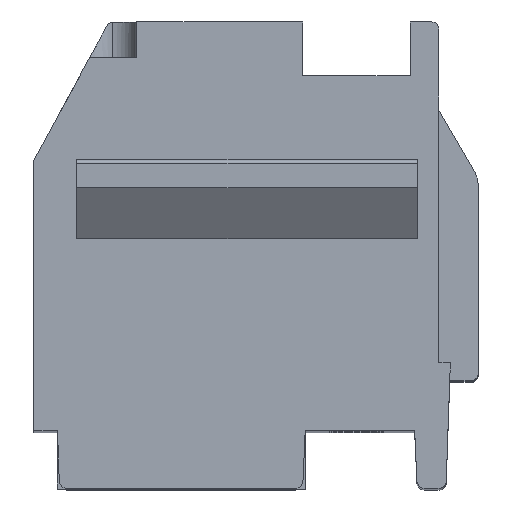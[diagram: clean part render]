
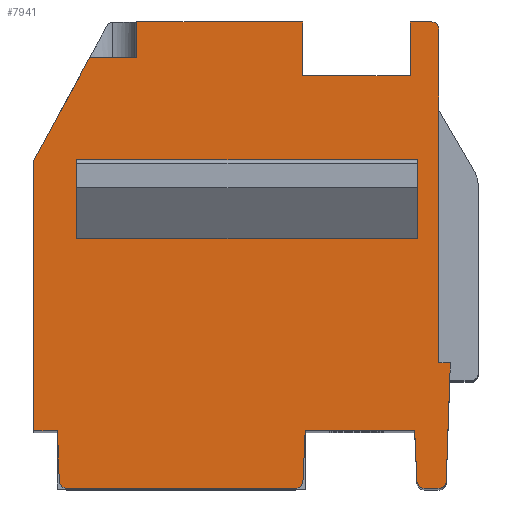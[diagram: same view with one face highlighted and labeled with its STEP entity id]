
A CAD part, top view. The second image highlights one B-rep face of the part: STEP entity #7941.
In plain terms, the highlighted planar face has unit normal (0, 0, 1).
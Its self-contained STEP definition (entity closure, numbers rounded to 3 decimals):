
#34=DIRECTION('',(0.,1.,0.));
#35=VECTOR('',#34,1.55);
#36=CARTESIAN_POINT('',(-5.188,0.15,27.5));
#37=LINE('',#36,#35);
#38=DIRECTION('',(-1.,0.,0.));
#39=VECTOR('',#38,9.5);
#40=CARTESIAN_POINT('',(4.312,0.15,27.5));
#41=LINE('',#40,#39);
#42=DIRECTION('',(0.,1.,0.));
#43=VECTOR('',#42,1.55);
#44=CARTESIAN_POINT('',(4.312,0.15,27.5));
#45=LINE('',#44,#43);
#46=DIRECTION('',(-1.,0.,0.));
#47=VECTOR('',#46,9.5);
#48=CARTESIAN_POINT('',(4.312,1.7,27.5));
#49=LINE('',#48,#47);
#50=DIRECTION('',(0.,-1.,0.));
#51=VECTOR('',#50,7.041);
#52=CARTESIAN_POINT('',(4.912,3.741,27.5));
#53=LINE('',#52,#51);
#54=DIRECTION('',(1.,0.,0.));
#55=VECTOR('',#54,0.32);
#56=CARTESIAN_POINT('',(4.912,-3.3,27.5));
#57=LINE('',#56,#55);
#58=DIRECTION('',(-0.035,-0.999,0.));
#59=VECTOR('',#58,0.502);
#60=CARTESIAN_POINT('',(5.232,-3.3,27.5));
#61=LINE('',#60,#59);
#62=DIRECTION('',(0.035,0.999,0.));
#63=VECTOR('',#62,2.807);
#64=CARTESIAN_POINT('',(5.116,-6.607,27.5));
#65=LINE('',#64,#63);
#66=CARTESIAN_POINT('',(4.916,-6.6,27.5));
#67=DIRECTION('',(0.,0.,-1.));
#68=DIRECTION('',(0.999,-0.035,0.));
#69=AXIS2_PLACEMENT_3D('',#66,#67,#68);
#71=DIRECTION('',(-1.,0.,0.));
#72=VECTOR('',#71,0.416);
#73=CARTESIAN_POINT('',(4.916,-6.8,27.5));
#74=LINE('',#73,#72);
#75=CARTESIAN_POINT('',(4.501,-6.6,27.5));
#76=DIRECTION('',(0.,0.,-1.));
#77=DIRECTION('',(0.,-1.,0.));
#78=AXIS2_PLACEMENT_3D('',#75,#76,#77);
#80=DIRECTION('',(-0.045,0.999,0.));
#81=VECTOR('',#80,1.411);
#82=CARTESIAN_POINT('',(4.301,-6.609,27.5));
#83=LINE('',#82,#81);
#84=DIRECTION('',(-1.,0.,0.));
#85=VECTOR('',#84,3.052);
#86=CARTESIAN_POINT('',(4.237,-5.2,27.5));
#87=LINE('',#86,#85);
#88=DIRECTION('',(0.045,0.999,0.));
#89=VECTOR('',#88,1.411);
#90=CARTESIAN_POINT('',(1.12,-6.609,27.5));
#91=LINE('',#90,#89);
#92=CARTESIAN_POINT('',(0.92,-6.6,27.5));
#93=DIRECTION('',(0.,0.,1.));
#94=DIRECTION('',(0.,-1.,0.));
#95=AXIS2_PLACEMENT_3D('',#92,#93,#94);
#97=DIRECTION('',(1.,0.,0.));
#98=VECTOR('',#97,6.396);
#99=CARTESIAN_POINT('',(-5.475,-6.8,27.5));
#100=LINE('',#99,#98);
#101=CARTESIAN_POINT('',(-5.475,-6.6,27.5));
#102=DIRECTION('',(0.,0.,1.));
#103=DIRECTION('',(-0.999,-0.035,0.));
#104=AXIS2_PLACEMENT_3D('',#101,#102,#103);
#106=DIRECTION('',(0.035,-0.999,0.));
#107=VECTOR('',#106,1.408);
#108=CARTESIAN_POINT('',(-5.724,-5.2,27.5));
#109=LINE('',#108,#107);
#110=DIRECTION('',(0.,1.,0.));
#111=VECTOR('',#110,7.53);
#112=CARTESIAN_POINT('',(-6.388,-5.2,27.5));
#113=LINE('',#112,#111);
#114=DIRECTION('',(-0.477,-0.879,0.));
#115=VECTOR('',#114,3.266);
#116=CARTESIAN_POINT('',(-4.83,5.2,27.5));
#117=LINE('',#116,#115);
#118=DIRECTION('',(1.,0.,0.));
#119=VECTOR('',#118,1.316);
#120=CARTESIAN_POINT('',(-4.83,5.2,27.5));
#121=LINE('',#120,#119);
#122=DIRECTION('',(0.,1.,0.));
#123=VECTOR('',#122,1.);
#124=CARTESIAN_POINT('',(-3.514,5.2,27.5));
#125=LINE('',#124,#123);
#126=DIRECTION('',(-1.,0.,0.));
#127=VECTOR('',#126,4.626);
#128=CARTESIAN_POINT('',(1.112,6.2,27.5));
#129=LINE('',#128,#127);
#130=DIRECTION('',(0.,-1.,0.));
#131=VECTOR('',#130,1.5);
#132=CARTESIAN_POINT('',(1.112,6.2,27.5));
#133=LINE('',#132,#131);
#134=DIRECTION('',(1.,0.,0.));
#135=VECTOR('',#134,3.);
#136=CARTESIAN_POINT('',(1.112,4.7,27.5));
#137=LINE('',#136,#135);
#138=DIRECTION('',(0.,-1.,0.));
#139=VECTOR('',#138,1.5);
#140=CARTESIAN_POINT('',(4.112,6.2,27.5));
#141=LINE('',#140,#139);
#142=DIRECTION('',(-1.,0.,0.));
#143=VECTOR('',#142,0.6);
#144=CARTESIAN_POINT('',(4.712,6.2,27.5));
#145=LINE('',#144,#143);
#146=CARTESIAN_POINT('',(4.712,6.,27.5));
#147=DIRECTION('',(0.,0.,1.));
#148=DIRECTION('',(1.,0.,0.));
#149=AXIS2_PLACEMENT_3D('',#146,#147,#148);
#151=DIRECTION('',(0.,1.,0.));
#152=VECTOR('',#151,2.259);
#153=CARTESIAN_POINT('',(4.912,3.741,27.5));
#154=LINE('',#153,#152);
#2767=DIRECTION('',(1.,0.,0.));
#2768=VECTOR('',#2767,0.664);
#2769=CARTESIAN_POINT('',(-6.388,-5.2,27.5));
#2770=LINE('',#2769,#2768);
#6161=CARTESIAN_POINT('',(4.916,-6.8,27.5));
#6162=CARTESIAN_POINT('',(4.501,-6.8,27.5));
#6163=VERTEX_POINT('',#6161);
#6164=VERTEX_POINT('',#6162);
#6165=CARTESIAN_POINT('',(5.116,-6.607,27.5));
#6166=VERTEX_POINT('',#6165);
#6167=CARTESIAN_POINT('',(-6.388,-5.2,27.5));
#6168=CARTESIAN_POINT('',(-6.388,2.33,27.5));
#6169=VERTEX_POINT('',#6167);
#6170=VERTEX_POINT('',#6168);
#6171=CARTESIAN_POINT('',(4.301,-6.609,27.5));
#6172=CARTESIAN_POINT('',(4.237,-5.2,27.5));
#6173=VERTEX_POINT('',#6171);
#6174=VERTEX_POINT('',#6172);
#6208=CARTESIAN_POINT('',(-4.83,5.2,27.5));
#6209=CARTESIAN_POINT('',(-3.514,5.2,27.5));
#6210=VERTEX_POINT('',#6208);
#6211=VERTEX_POINT('',#6209);
#6212=CARTESIAN_POINT('',(-3.514,6.2,27.5));
#6213=VERTEX_POINT('',#6212);
#6259=CARTESIAN_POINT('',(-5.188,0.15,27.5));
#6260=CARTESIAN_POINT('',(-5.188,1.7,27.5));
#6261=VERTEX_POINT('',#6259);
#6262=VERTEX_POINT('',#6260);
#6263=CARTESIAN_POINT('',(4.312,0.15,27.5));
#6264=CARTESIAN_POINT('',(4.312,1.7,27.5));
#6265=VERTEX_POINT('',#6263);
#6266=VERTEX_POINT('',#6264);
#6319=CARTESIAN_POINT('',(4.912,6.,27.5));
#6320=CARTESIAN_POINT('',(4.712,6.2,27.5));
#6321=VERTEX_POINT('',#6319);
#6322=VERTEX_POINT('',#6320);
#6470=CARTESIAN_POINT('',(4.112,6.2,27.5));
#6471=CARTESIAN_POINT('',(4.112,4.7,27.5));
#6472=VERTEX_POINT('',#6470);
#6473=VERTEX_POINT('',#6471);
#6474=CARTESIAN_POINT('',(1.112,6.2,27.5));
#6475=CARTESIAN_POINT('',(1.112,4.7,27.5));
#6476=VERTEX_POINT('',#6474);
#6477=VERTEX_POINT('',#6475);
#6548=CARTESIAN_POINT('',(-5.675,-6.607,27.5));
#6549=CARTESIAN_POINT('',(-5.475,-6.8,27.5));
#6550=VERTEX_POINT('',#6548);
#6551=VERTEX_POINT('',#6549);
#6552=CARTESIAN_POINT('',(0.92,-6.8,27.5));
#6553=VERTEX_POINT('',#6552);
#6554=CARTESIAN_POINT('',(1.12,-6.609,27.5));
#6555=VERTEX_POINT('',#6554);
#6564=CARTESIAN_POINT('',(1.184,-5.2,27.5));
#6566=VERTEX_POINT('',#6564);
#6570=CARTESIAN_POINT('',(-5.724,-5.2,27.5));
#6571=VERTEX_POINT('',#6570);
#7864=CARTESIAN_POINT('',(4.912,3.741,27.5));
#7865=CARTESIAN_POINT('',(4.912,-3.3,27.5));
#7866=VERTEX_POINT('',#7864);
#7867=VERTEX_POINT('',#7865);
#7868=CARTESIAN_POINT('',(5.232,-3.3,27.5));
#7869=VERTEX_POINT('',#7868);
#7870=CARTESIAN_POINT('',(5.214,-3.802,27.5));
#7871=VERTEX_POINT('',#7870);
#7872=CARTESIAN_POINT('',(0.,0.,27.5));
#7873=DIRECTION('',(0.,0.,1.));
#7874=DIRECTION('',(1.,0.,0.));
#7875=AXIS2_PLACEMENT_3D('',#7872,#7873,#7874);
#7876=PLANE('',#7875);
#7878=ORIENTED_EDGE('',*,*,#7877,.T.);
#7880=ORIENTED_EDGE('',*,*,#7879,.T.);
#7882=ORIENTED_EDGE('',*,*,#7881,.T.);
#7884=ORIENTED_EDGE('',*,*,#7883,.F.);
#7886=ORIENTED_EDGE('',*,*,#7885,.T.);
#7888=ORIENTED_EDGE('',*,*,#7887,.T.);
#7890=ORIENTED_EDGE('',*,*,#7889,.T.);
#7892=ORIENTED_EDGE('',*,*,#7891,.T.);
#7894=ORIENTED_EDGE('',*,*,#7893,.T.);
#7896=ORIENTED_EDGE('',*,*,#7895,.F.);
#7898=ORIENTED_EDGE('',*,*,#7897,.F.);
#7900=ORIENTED_EDGE('',*,*,#7899,.F.);
#7902=ORIENTED_EDGE('',*,*,#7901,.F.);
#7904=ORIENTED_EDGE('',*,*,#7903,.F.);
#7906=ORIENTED_EDGE('',*,*,#7905,.F.);
#7908=ORIENTED_EDGE('',*,*,#7907,.T.);
#7910=ORIENTED_EDGE('',*,*,#7909,.F.);
#7912=ORIENTED_EDGE('',*,*,#7911,.T.);
#7914=ORIENTED_EDGE('',*,*,#7913,.T.);
#7916=ORIENTED_EDGE('',*,*,#7915,.F.);
#7918=ORIENTED_EDGE('',*,*,#7917,.T.);
#7920=ORIENTED_EDGE('',*,*,#7919,.T.);
#7922=ORIENTED_EDGE('',*,*,#7921,.F.);
#7924=ORIENTED_EDGE('',*,*,#7923,.F.);
#7926=ORIENTED_EDGE('',*,*,#7925,.F.);
#7928=ORIENTED_EDGE('',*,*,#7927,.F.);
#7929=EDGE_LOOP('',(#7878,#7880,#7882,#7884,#7886,#7888,#7890,#7892,#7894,#7896,
#7898,#7900,#7902,#7904,#7906,#7908,#7910,#7912,#7914,#7916,#7918,#7920,#7922,
#7924,#7926,#7928));
#7930=FACE_OUTER_BOUND('',#7929,.F.);
#7932=ORIENTED_EDGE('',*,*,#7931,.F.);
#7934=ORIENTED_EDGE('',*,*,#7933,.F.);
#7936=ORIENTED_EDGE('',*,*,#7935,.T.);
#7938=ORIENTED_EDGE('',*,*,#7937,.T.);
#7939=EDGE_LOOP('',(#7932,#7934,#7936,#7938));
#7940=FACE_BOUND('',#7939,.F.);
#70=CIRCLE('',#69,0.2);
#79=CIRCLE('',#78,0.2);
#96=CIRCLE('',#95,0.2);
#105=CIRCLE('',#104,0.2);
#150=CIRCLE('',#149,0.2);
#7877=EDGE_CURVE('',#7866,#7867,#53,.T.);
#7879=EDGE_CURVE('',#7867,#7869,#57,.T.);
#7881=EDGE_CURVE('',#7869,#7871,#61,.T.);
#7883=EDGE_CURVE('',#6166,#7871,#65,.T.);
#7885=EDGE_CURVE('',#6166,#6163,#70,.T.);
#7887=EDGE_CURVE('',#6163,#6164,#74,.T.);
#7889=EDGE_CURVE('',#6164,#6173,#79,.T.);
#7891=EDGE_CURVE('',#6173,#6174,#83,.T.);
#7893=EDGE_CURVE('',#6174,#6566,#87,.T.);
#7895=EDGE_CURVE('',#6555,#6566,#91,.T.);
#7897=EDGE_CURVE('',#6553,#6555,#96,.T.);
#7899=EDGE_CURVE('',#6551,#6553,#100,.T.);
#7901=EDGE_CURVE('',#6550,#6551,#105,.T.);
#7903=EDGE_CURVE('',#6571,#6550,#109,.T.);
#7905=EDGE_CURVE('',#6169,#6571,#2770,.T.);
#7907=EDGE_CURVE('',#6169,#6170,#113,.T.);
#7909=EDGE_CURVE('',#6210,#6170,#117,.T.);
#7911=EDGE_CURVE('',#6210,#6211,#121,.T.);
#7913=EDGE_CURVE('',#6211,#6213,#125,.T.);
#7915=EDGE_CURVE('',#6476,#6213,#129,.T.);
#7917=EDGE_CURVE('',#6476,#6477,#133,.T.);
#7919=EDGE_CURVE('',#6477,#6473,#137,.T.);
#7921=EDGE_CURVE('',#6472,#6473,#141,.T.);
#7923=EDGE_CURVE('',#6322,#6472,#145,.T.);
#7925=EDGE_CURVE('',#6321,#6322,#150,.T.);
#7927=EDGE_CURVE('',#7866,#6321,#154,.T.);
#7931=EDGE_CURVE('',#6261,#6262,#37,.T.);
#7933=EDGE_CURVE('',#6265,#6261,#41,.T.);
#7935=EDGE_CURVE('',#6265,#6266,#45,.T.);
#7937=EDGE_CURVE('',#6266,#6262,#49,.T.);
#7941=ADVANCED_FACE('',(#7930,#7940),#7876,.T.);
